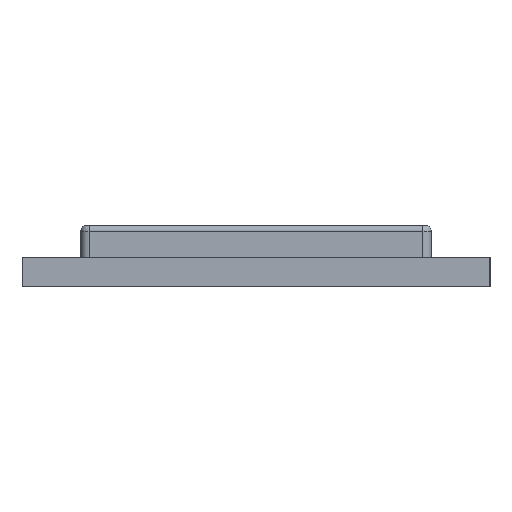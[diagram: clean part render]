
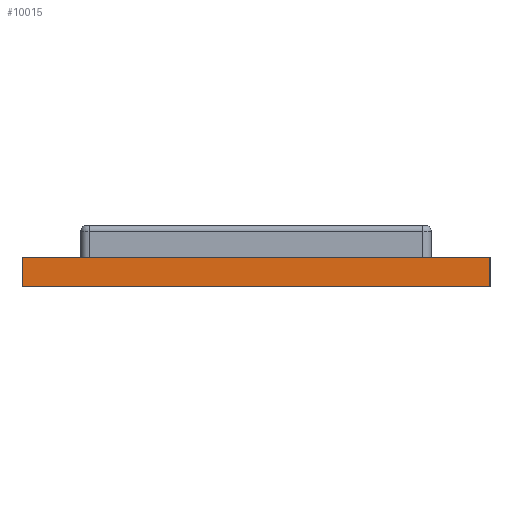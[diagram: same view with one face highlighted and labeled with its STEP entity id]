
A CAD part, front view. The second image highlights one B-rep face of the part: STEP entity #10015.
In plain terms, the highlighted planar face has unit normal (0, -1, 0).
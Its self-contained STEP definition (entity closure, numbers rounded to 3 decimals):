
#931 = VERTEX_POINT ( 'NONE', #17765 ) ;
#1110 = VERTEX_POINT ( 'NONE', #9704 ) ;
#1508 = DIRECTION ( 'NONE',  ( 0., 1., 0. ) ) ;
#2051 = ORIENTED_EDGE ( 'NONE', *, *, #9827, .T. ) ;
#5538 = DIRECTION ( 'NONE',  ( 0., 0., -1. ) ) ;
#6344 = ORIENTED_EDGE ( 'NONE', *, *, #8976, .F. ) ;
#6710 = PLANE ( 'NONE',  #21074 ) ;
#6863 = VERTEX_POINT ( 'NONE', #7428 ) ;
#7273 = LINE ( 'NONE', #10828, #11036 ) ;
#7428 = CARTESIAN_POINT ( 'NONE',  ( 8., -8., 1. ) ) ;
#7857 = CARTESIAN_POINT ( 'NONE',  ( -8., -8., 1. ) ) ;
#7889 = CARTESIAN_POINT ( 'NONE',  ( -8., -8., 1. ) ) ;
#8609 = CARTESIAN_POINT ( 'NONE',  ( -8., -8., 1. ) ) ;
#8976 = EDGE_CURVE ( 'NONE', #6863, #20865, #7273, .T. ) ;
#9635 = LINE ( 'NONE', #7857, #11469 ) ;
#9704 = CARTESIAN_POINT ( 'NONE',  ( -8., -8., 0. ) ) ;
#9827 = EDGE_CURVE ( 'NONE', #1110, #20865, #15368, .T. ) ;
#10015 = ADVANCED_FACE ( 'NONE', ( #16086 ), #6710, .F. ) ;
#10594 = EDGE_LOOP ( 'NONE', ( #2051, #6344, #20217, #21050 ) ) ;
#10828 = CARTESIAN_POINT ( 'NONE',  ( 8., -8., 1. ) ) ;
#11036 = VECTOR ( 'NONE', #5538, 1000. ) ;
#11328 = EDGE_CURVE ( 'NONE', #931, #6863, #9635, .T. ) ;
#11469 = VECTOR ( 'NONE', #15103, 1000. ) ;
#12638 = VECTOR ( 'NONE', #16898, 1000. ) ;
#15103 = DIRECTION ( 'NONE',  ( 1., 0., 0. ) ) ;
#15368 = LINE ( 'NONE', #19056, #12638 ) ;
#15386 = LINE ( 'NONE', #7889, #17899 ) ;
#15855 = DIRECTION ( 'NONE',  ( 0., 0., 1. ) ) ;
#15931 = EDGE_CURVE ( 'NONE', #931, #1110, #15386, .T. ) ;
#16086 = FACE_OUTER_BOUND ( 'NONE', #10594, .T. ) ;
#16898 = DIRECTION ( 'NONE',  ( 1., 0., 0. ) ) ;
#17765 = CARTESIAN_POINT ( 'NONE',  ( -8., -8., 1. ) ) ;
#17899 = VECTOR ( 'NONE', #18832, 1000. ) ;
#18832 = DIRECTION ( 'NONE',  ( 0., 0., -1. ) ) ;
#19056 = CARTESIAN_POINT ( 'NONE',  ( -8., -8., 0. ) ) ;
#19530 = CARTESIAN_POINT ( 'NONE',  ( 8., -8., 0. ) ) ;
#20217 = ORIENTED_EDGE ( 'NONE', *, *, #11328, .F. ) ;
#20865 = VERTEX_POINT ( 'NONE', #19530 ) ;
#21050 = ORIENTED_EDGE ( 'NONE', *, *, #15931, .T. ) ;
#21074 = AXIS2_PLACEMENT_3D ( 'NONE', #8609, #1508, #15855 ) ;
